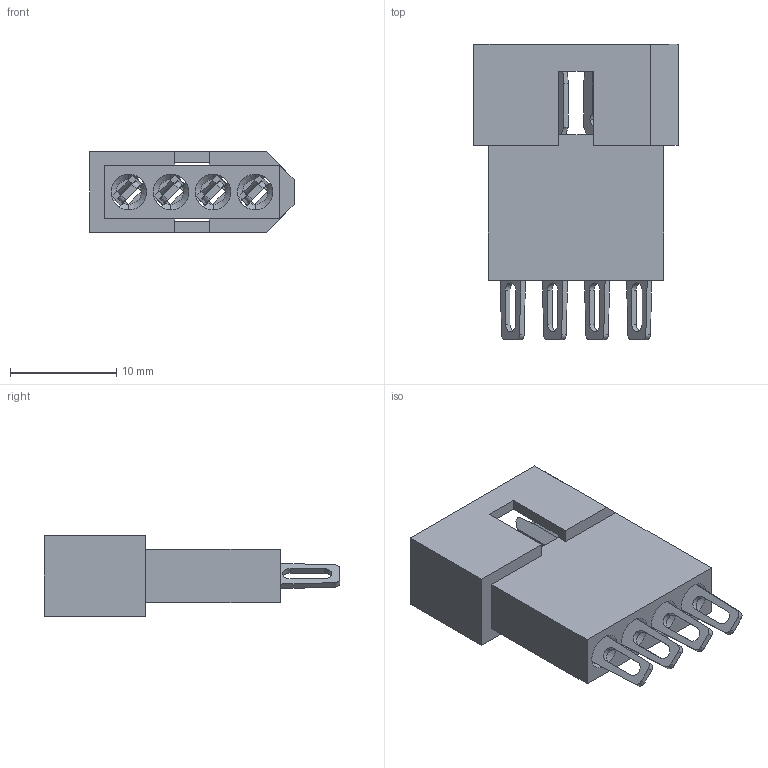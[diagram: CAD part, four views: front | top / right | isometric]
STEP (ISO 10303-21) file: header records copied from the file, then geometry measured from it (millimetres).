
FILE_DESCRIPTION (( 'STEP AP203' ), '1' );
FILE_NAME ('556-004-500-201.STEP', '2020-03-13T14:30:18', ( '' ), ( '' ), 'SwSTEP 2.0', 'SolidWorks 2016', '' );
FILE_SCHEMA (( 'CONFIG_CONTROL_DESIGN' ));
Length unit declared in the file: millimetre
Products named in the file (3): 516-292-001_500 Contact; 556-004-500-201; 556-210-001_556-004-000-201
Assembly tree (5 placements, depth 2):
  556-004-500-201
    556-210-001_556-004-000-201
    516-292-001_500 Contact  x4
Bounding box: 19.2 x 27.82 x 7.62 mm (x, y, z)
Volume: 1320.6 mm3; surface area: 2907 mm2
Topology: 5 solids, 5 shells, 437 faces, 1270 edges, 840 vertices
Faces by surface type: plane 273, cylinder 132, bspline 24, cone 8
Entity records: 7550 total; most frequent: CARTESIAN_POINT 1658, ORIENTED_EDGE 1220, DIRECTION 1076, EDGE_CURVE 610, VECTOR 402, LINE 402, VERTEX_POINT 402, AXIS2_PLACEMENT_3D 337
